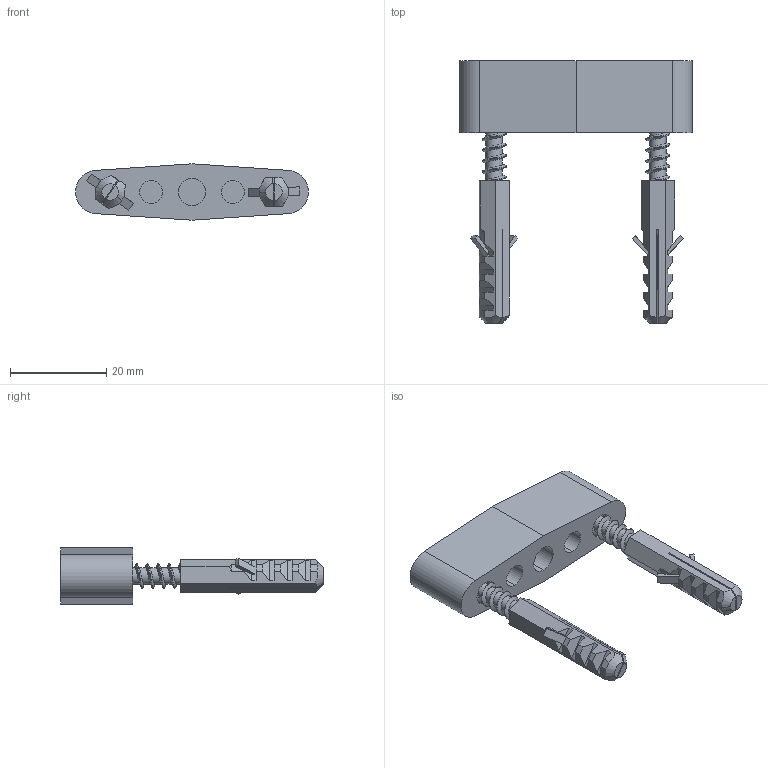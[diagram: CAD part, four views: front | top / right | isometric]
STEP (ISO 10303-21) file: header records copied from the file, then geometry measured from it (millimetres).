
FILE_DESCRIPTION (( 'STEP AP214' ), '1' );
FILE_NAME ('1.32.U54.STEP', '2017-02-01T11:33:49', ( '' ), ( '' ), 'SwSTEP 2.0', 'SolidWorks 2015', '' );
FILE_SCHEMA (( 'AUTOMOTIVE_DESIGN' ));
Length unit declared in the file: millimetre
Products named in the file (4): a.dagres_32.U54 part; a.dagres_STRIFONI D5; 1.32.U54; a.dagres_OUPA D6
Assembly tree (5 placements, depth 2):
  1.32.U54
    a.dagres_STRIFONI D5  x2
    a.dagres_32.U54 part
    a.dagres_OUPA D6  x2
Bounding box: 48.39 x 54.6 x 11.7 mm (x, y, z)
Volume: 7696.3 mm3; surface area: 7105.6 mm2
Topology: 5 solids, 5 shells, 247 faces, 686 edges, 448 vertices
Faces by surface type: plane 151, cylinder 66, cone 24, bspline 6
Entity records: 8098 total; most frequent: CARTESIAN_POINT 4686, ORIENTED_EDGE 738, DIRECTION 613, EDGE_CURVE 369, VERTEX_POINT 242, LINE 229, VECTOR 229, AXIS2_PLACEMENT_3D 192
